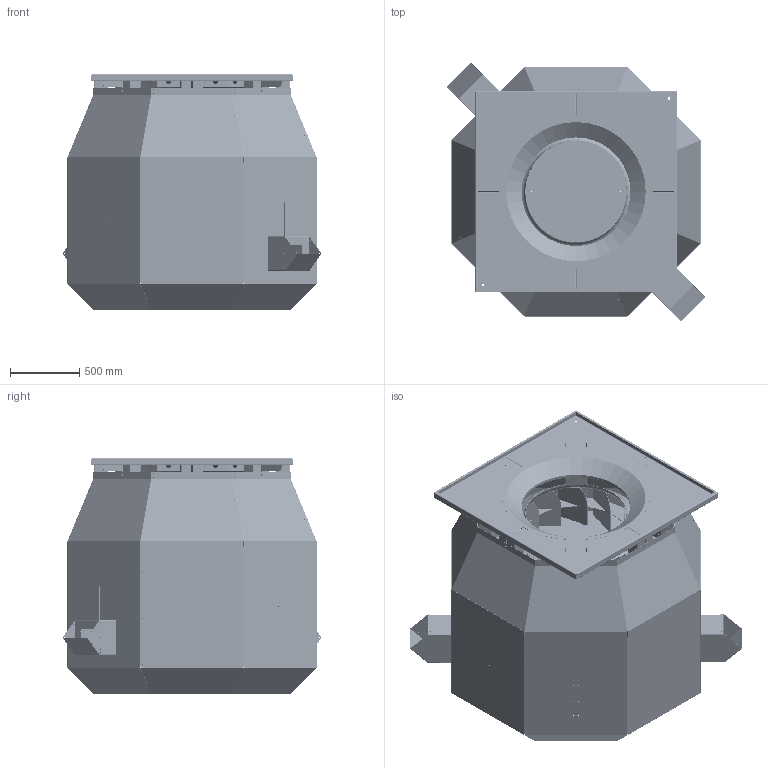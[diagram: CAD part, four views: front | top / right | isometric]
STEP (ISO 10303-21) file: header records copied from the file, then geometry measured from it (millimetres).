
FILE_DESCRIPTION(('STEP AP203'), '1');
FILE_NAME('薹陔 10鼯', '', ('UNSPECIFIED'), ('UNSPECIFIED'), 'ASCON STEP Converter 1.3', 'ASCON Math Kernel', '');
FILE_SCHEMA(('CONFIG_CONTROL_DESIGN'));
Length unit declared in the file: millimetre
Products named in the file (1): ÂÊÐÂê 11.2 (10) ÄÓ
Bounding box: 1875.74 x 1875.17 x 1705.08 mm (x, y, z)
Volume: 56062795.6 mm3; surface area: 57063880.9 mm2
Topology: 39 solids, 39 shells, 6289 faces, 16684 edges, 10271 vertices
Faces by surface type: plane 4247, cylinder 1995, bspline 28, extrusion 12, cone 5, torus 2
Full cylindrical faces by diameter (mm): 5 x921, 8.5 x60, 9.3 x54, 10.5 x16, 11.3 x27, 12 x16, 13.3 x8, 14 x8, 18 x27, 19 x69, 28 x4, 40 x4, 220 x2, 250 x2, 303 x1, 700 x1, 787.2 x1, 790 x1, 1005 x1, 1010 x1, 1070 x1
Entity records: 243603 total; most frequent: CARTESIAN_POINT 35191, DIRECTION 31796, ORIENTED_EDGE 30900, EDGE_CURVE 15450, VECTOR 10834, LINE 10822, AXIS2_PLACEMENT_3D 10481, VERTEX_POINT 10277
